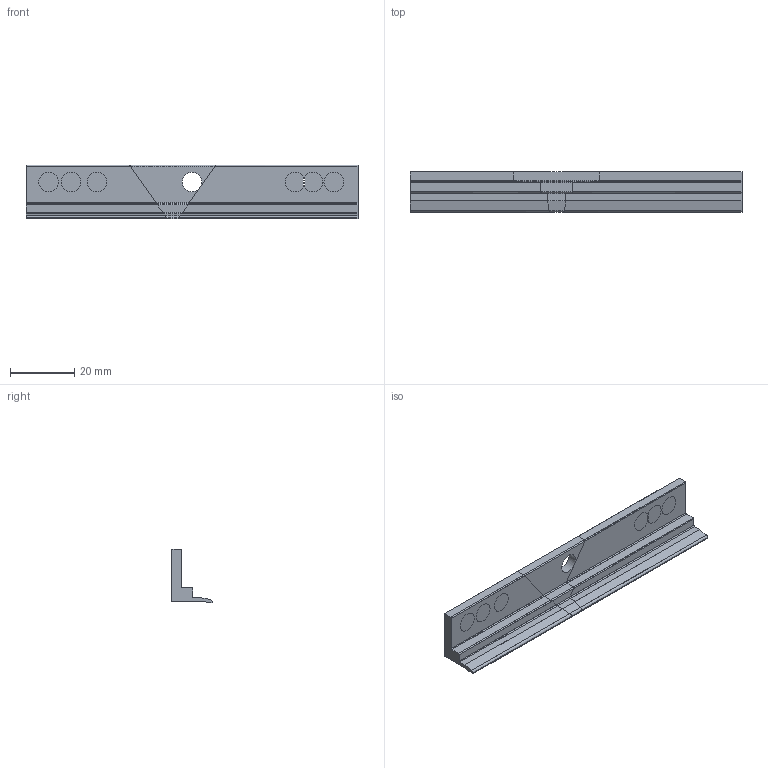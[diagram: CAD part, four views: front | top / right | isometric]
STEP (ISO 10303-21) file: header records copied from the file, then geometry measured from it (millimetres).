
FILE_DESCRIPTION(/* description */ ('STEP AP242','CAx-IF Rec.Pracs.---Representation and Presentation of Product Manufacturing Information (PMI)---4.0---2014-10-13','CAx-IF Rec.Pracs.---3D Tessellated Geometry---0.4---2014-09-14','2;1'),/* implementation_level */ '2;1');
FILE_NAME(/* name */ '64d4b21c2670e2550ed04e44',/* time_stamp */ '2023-08-10T09:47:09Z',/* author */ (''),/* organization */ (''),/* preprocessor_version */ 'ST-DEVELOPER v19.4',/* originating_system */ ' ',/* authorisation */ ' ');
FILE_SCHEMA (('AP242_MANAGED_MODEL_BASED_3D_ENGINEERING_MIM_LF { 1 0 10303 442 1 1 4 }'));
Length unit declared in the file: metre
Products named in the file (3): Golmatic MD24 Y-Axis Ways Seal (for TPU Print) v2
Bounding box: 103 x 12.5 x 16.6 mm (x, y, z)
Volume: 12698.4 mm3; surface area: 11367.4 mm2
Topology: 3 solids, 3 shells, 64 faces, 174 edges, 116 vertices
Faces by surface type: plane 39, cylinder 25
Full cylindrical faces by diameter (mm): 6.1 x7
Entity records: 2093 total; most frequent: DIRECTION 351, CARTESIAN_POINT 350, ORIENTED_EDGE 334, EDGE_CURVE 167, LINE 117, VECTOR 117, AXIS2_PLACEMENT_3D 117, VERTEX_POINT 116
